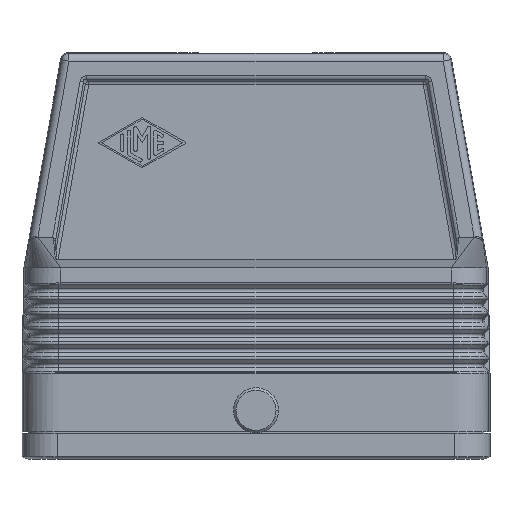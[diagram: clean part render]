
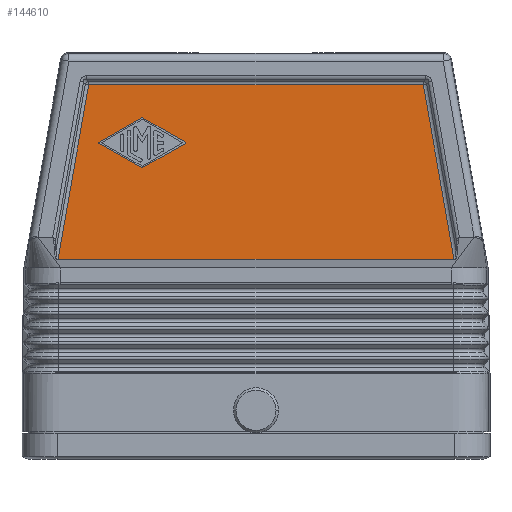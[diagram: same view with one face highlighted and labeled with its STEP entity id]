
A CAD part, left-side view. The second image highlights one B-rep face of the part: STEP entity #144610.
In plain terms, the highlighted planar face has unit normal (-1, 0, 0).
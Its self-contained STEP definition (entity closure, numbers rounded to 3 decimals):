
#85810=CARTESIAN_POINT('',(374.083,-12.317,
48.893));
#85820=DIRECTION('',(1.,0.,0.));
#85830=DIRECTION('',(0.,1.,0.));
#85840=AXIS2_PLACEMENT_3D('',#85810,#85820,#85830);
#85850=PLANE('',#85840);
#137640=CARTESIAN_POINT('',(374.083,56.725,
34.925));
#137650=VERTEX_POINT('',#137640);
#137680=CARTESIAN_POINT('',(374.083,-2.633,
34.925));
#137690=DIRECTION('',(0.,-1.,0.));
#137700=VECTOR('',#137690,1.);
#137710=LINE('',#137680,#137700);
#137720=CARTESIAN_POINT('',(374.083,-22.413,
34.925));
#137730=VERTEX_POINT('',#137720);
#137740=EDGE_CURVE('',#137650,#137730,#137710,.T.);
#141880=CARTESIAN_POINT('',(374.083,-16.265,
69.818));
#141890=VERTEX_POINT('',#141880);
#141940=CARTESIAN_POINT('',(374.083,44.373,
69.818));
#141950=DIRECTION('',(0.,1.,0.));
#141960=VECTOR('',#141950,1.);
#141970=LINE('',#141940,#141960);
#141980=CARTESIAN_POINT('',(374.083,50.578,
69.818));
#141990=VERTEX_POINT('',#141980);
#142000=EDGE_CURVE('',#141890,#141990,#141970,.T.);
#143130=CARTESIAN_POINT('',(374.083,-26.411,
12.233));
#143140=DIRECTION('',(0.,-0.174,-0.985));
#143150=VECTOR('',#143140,1.);
#143160=LINE('',#143130,#143150);
#143170=EDGE_CURVE('',#141890,#137730,#143160,.T.);
#143800=ORIENTED_EDGE('',*,*,#137740,.T.);
#143810=CARTESIAN_POINT('',(374.083,60.723,
12.233));
#143820=DIRECTION('',(0.,0.174,-0.985));
#143830=VECTOR('',#143820,1.);
#143840=LINE('',#143810,#143830);
#143850=EDGE_CURVE('',#141990,#137650,#143840,.T.);
#143860=ORIENTED_EDGE('',*,*,#143850,.T.);
#143870=ORIENTED_EDGE('',*,*,#142000,.T.);
#143880=ORIENTED_EDGE('',*,*,#143170,.F.);
#143890=EDGE_LOOP('',(#143880,#143870,#143860,#143800));
#143900=FACE_OUTER_BOUND('',#143890,.T.);
#143910=CARTESIAN_POINT('',(374.083,44.373,
65.836));
#143920=DIRECTION('',(0.,0.868,0.496));
#143930=VECTOR('',#143920,1.);
#143940=LINE('',#143910,#143930);
#143950=CARTESIAN_POINT('',(374.083,31.324,
58.377));
#143960=VERTEX_POINT('',#143950);
#143970=CARTESIAN_POINT('',(374.083,39.741,
63.188));
#143980=VERTEX_POINT('',#143970);
#143990=EDGE_CURVE('',#143960,#143980,#143940,.T.);
#144000=ORIENTED_EDGE('',*,*,#143990,.F.);
#144010=CARTESIAN_POINT('',(374.083,39.906,
62.899));
#144020=DIRECTION('',(-1.,0.,0.));
#144030=DIRECTION('',(0.,-1.,0.));
#144040=AXIS2_PLACEMENT_3D('',#144010,#144020,#144030);
#144050=CIRCLE('',#144040,0.333);
#144060=CARTESIAN_POINT('',(374.083,40.072,
63.188));
#144070=VERTEX_POINT('',#144060);
#144080=EDGE_CURVE('',#143980,#144070,#144050,.T.);
#144090=ORIENTED_EDGE('',*,*,#144080,.F.);
#144100=CARTESIAN_POINT('',(374.083,44.373,
60.73));
#144110=DIRECTION('',(0.,0.868,-0.496));
#144120=VECTOR('',#144110,1.);
#144130=LINE('',#144100,#144120);
#144140=CARTESIAN_POINT('',(374.083,48.488,
58.377));
#144150=VERTEX_POINT('',#144140);
#144160=EDGE_CURVE('',#144070,#144150,#144130,.T.);
#144170=ORIENTED_EDGE('',*,*,#144160,.F.);
#144180=CARTESIAN_POINT('',(374.083,48.405,
58.233));
#144190=DIRECTION('',(-1.,0.,0.));
#144200=DIRECTION('',(0.,-1.,0.));
#144210=AXIS2_PLACEMENT_3D('',#144180,#144190,#144200);
#144220=CIRCLE('',#144210,0.167);
#144230=CARTESIAN_POINT('',(374.083,48.488,
58.088));
#144240=VERTEX_POINT('',#144230);
#144250=EDGE_CURVE('',#144150,#144240,#144220,.T.);
#144260=ORIENTED_EDGE('',*,*,#144250,.F.);
#144270=CARTESIAN_POINT('',(374.083,44.373,
55.735));
#144280=DIRECTION('',(0.,-0.868,-0.496));
#144290=VECTOR('',#144280,1.);
#144300=LINE('',#144270,#144290);
#144310=CARTESIAN_POINT('',(374.083,40.072,
53.277));
#144320=VERTEX_POINT('',#144310);
#144330=EDGE_CURVE('',#144240,#144320,#144300,.T.);
#144340=ORIENTED_EDGE('',*,*,#144330,.F.);
#144350=CARTESIAN_POINT('',(374.083,39.906,
53.566));
#144360=DIRECTION('',(-1.,0.,0.));
#144370=DIRECTION('',(0.,-1.,0.));
#144380=AXIS2_PLACEMENT_3D('',#144350,#144360,#144370);
#144390=CIRCLE('',#144380,0.333);
#144400=CARTESIAN_POINT('',(374.083,39.741,
53.277));
#144410=VERTEX_POINT('',#144400);
#144420=EDGE_CURVE('',#144320,#144410,#144390,.T.);
#144430=ORIENTED_EDGE('',*,*,#144420,.F.);
#144440=CARTESIAN_POINT('',(374.083,44.373,
50.63));
#144450=DIRECTION('',(0.,-0.868,0.496));
#144460=VECTOR('',#144450,1.);
#144470=LINE('',#144440,#144460);
#144480=CARTESIAN_POINT('',(374.083,31.324,
58.088));
#144490=VERTEX_POINT('',#144480);
#144500=EDGE_CURVE('',#144410,#144490,#144470,.T.);
#144510=ORIENTED_EDGE('',*,*,#144500,.F.);
#144520=CARTESIAN_POINT('',(374.083,31.407,
58.233));
#144530=DIRECTION('',(-1.,0.,0.));
#144540=DIRECTION('',(0.,-1.,0.));
#144550=AXIS2_PLACEMENT_3D('',#144520,#144530,#144540);
#144560=CIRCLE('',#144550,0.167);
#144570=EDGE_CURVE('',#144490,#143960,#144560,.T.);
#144580=ORIENTED_EDGE('',*,*,#144570,.F.);
#144590=EDGE_LOOP('',(#144580,#144510,#144430,#144340,#144260,#144170,
#144090,#144000));
#144600=FACE_BOUND('',#144590,.T.);
#144610=ADVANCED_FACE('',(#143900,#144600),#85850,.F.);
